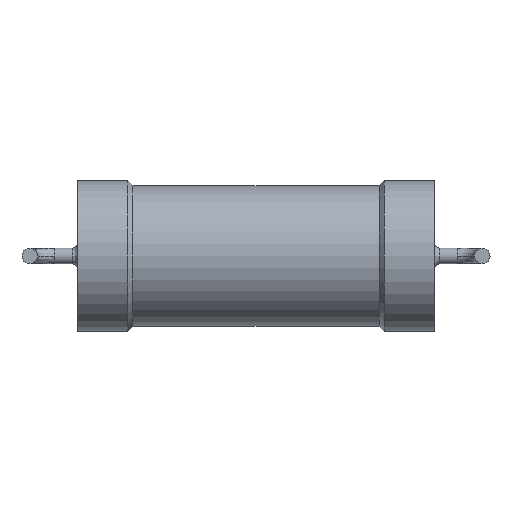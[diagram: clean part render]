
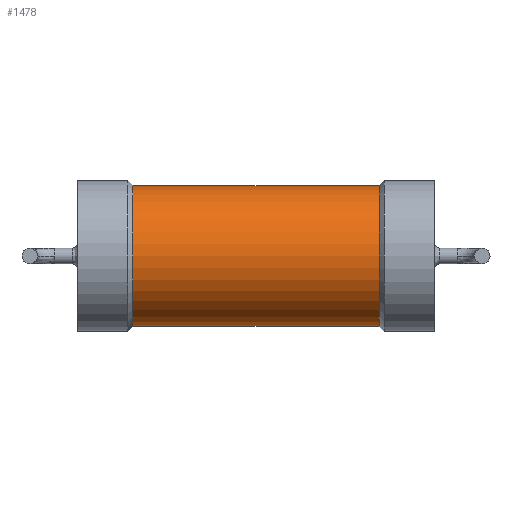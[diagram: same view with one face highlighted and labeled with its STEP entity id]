
A CAD part, front view. The second image highlights one B-rep face of the part: STEP entity #1478.
In plain terms, the highlighted cylindrical face has radius 3.556 mm (diameter 7.112 mm), a partial arc.
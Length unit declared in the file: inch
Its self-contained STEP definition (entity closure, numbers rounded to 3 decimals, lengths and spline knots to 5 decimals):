
#69 = DIRECTION ( 'NONE',  ( -1., 0., 0. ) ) ;
#101 = DIRECTION ( 'NONE',  ( 0., 0., 1. ) ) ;
#102 = VERTEX_POINT ( 'NONE', #382 ) ;
#188 = ORIENTED_EDGE ( 'NONE', *, *, #1187, .T. ) ;
#224 = CARTESIAN_POINT ( 'NONE',  ( 0.11, 0., 0.14 ) ) ;
#234 = ORIENTED_EDGE ( 'NONE', *, *, #949, .F. ) ;
#280 = DIRECTION ( 'NONE',  ( 0., 0., 1. ) ) ;
#286 = DIRECTION ( 'NONE',  ( -1., 0., 0. ) ) ;
#334 = CARTESIAN_POINT ( 'NONE',  ( 0., 0., -0.14 ) ) ;
#351 = VERTEX_POINT ( 'NONE', #1260 ) ;
#382 = CARTESIAN_POINT ( 'NONE',  ( 0.11, 0., -0.14 ) ) ;
#419 = VECTOR ( 'NONE', #1345, 39.37008 ) ;
#538 = DIRECTION ( 'NONE',  ( 0., 0., 1. ) ) ;
#542 = AXIS2_PLACEMENT_3D ( 'NONE', #1212, #286, #280 ) ;
#579 = CARTESIAN_POINT ( 'NONE',  ( 0., 0., 0. ) ) ;
#672 = ORIENTED_EDGE ( 'NONE', *, *, #836, .T. ) ;
#695 = EDGE_CURVE ( 'NONE', #1025, #102, #1419, .T. ) ;
#732 = AXIS2_PLACEMENT_3D ( 'NONE', #579, #1376, #101 ) ;
#766 = AXIS2_PLACEMENT_3D ( 'NONE', #1305, #998, #538 ) ;
#819 = VECTOR ( 'NONE', #69, 39.37008 ) ;
#836 = EDGE_CURVE ( 'NONE', #1083, #351, #1170, .T. ) ;
#949 = EDGE_CURVE ( 'NONE', #1083, #102, #1380, .T. ) ;
#998 = DIRECTION ( 'NONE',  ( 1., 0., 0. ) ) ;
#1012 = LINE ( 'NONE', #1371, #419 ) ;
#1025 = VERTEX_POINT ( 'NONE', #224 ) ;
#1083 = VERTEX_POINT ( 'NONE', #1337 ) ;
#1159 = CYLINDRICAL_SURFACE ( 'NONE', #732, 0.14 ) ;
#1170 = CIRCLE ( 'NONE', #542, 0.14 ) ;
#1187 = EDGE_CURVE ( 'NONE', #351, #1025, #1012, .T. ) ;
#1212 = CARTESIAN_POINT ( 'NONE',  ( 0.6, 0., 0. ) ) ;
#1255 = ORIENTED_EDGE ( 'NONE', *, *, #695, .T. ) ;
#1260 = CARTESIAN_POINT ( 'NONE',  ( 0.6, 0., 0.14 ) ) ;
#1305 = CARTESIAN_POINT ( 'NONE',  ( 0.11, 0., 0. ) ) ;
#1307 = EDGE_LOOP ( 'NONE', ( #234, #672, #188, #1255 ) ) ;
#1337 = CARTESIAN_POINT ( 'NONE',  ( 0.6, 0., -0.14 ) ) ;
#1345 = DIRECTION ( 'NONE',  ( -1., 0., 0. ) ) ;
#1371 = CARTESIAN_POINT ( 'NONE',  ( 0., 0., 0.14 ) ) ;
#1376 = DIRECTION ( 'NONE',  ( -1., 0., 0. ) ) ;
#1380 = LINE ( 'NONE', #334, #819 ) ;
#1419 = CIRCLE ( 'NONE', #766, 0.14 ) ;
#1478 = ADVANCED_FACE ( 'NONE', ( #1516 ), #1159, .T. ) ;
#1516 = FACE_OUTER_BOUND ( 'NONE', #1307, .T. ) ;
